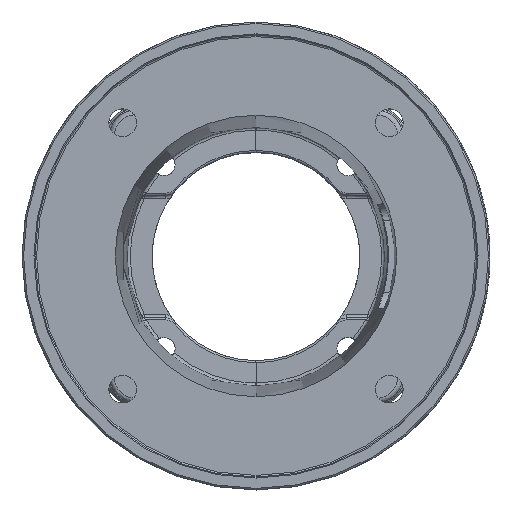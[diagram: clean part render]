
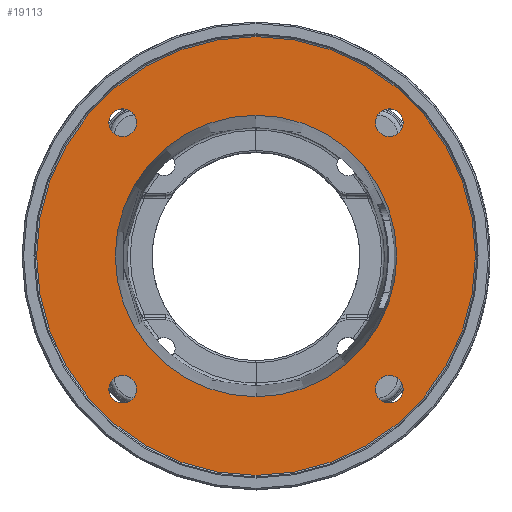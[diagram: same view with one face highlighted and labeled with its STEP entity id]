
A CAD part, top view. The second image highlights one B-rep face of the part: STEP entity #19113.
In plain terms, the highlighted planar face has unit normal (0, 0, 1).
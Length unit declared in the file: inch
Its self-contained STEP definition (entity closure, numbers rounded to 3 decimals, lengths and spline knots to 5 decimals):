
#622=CARTESIAN_POINT('',(0.,0.,-0.2075));
#623=DIRECTION('',(0.,0.,1.));
#624=DIRECTION('',(0.,1.,0.));
#625=AXIS2_PLACEMENT_3D('',#622,#623,#624);
#2277=CARTESIAN_POINT('',(0.,0.,-0.2075));
#2278=DIRECTION('',(0.,0.,1.));
#2279=DIRECTION('',(0.,-1.,0.));
#2280=AXIS2_PLACEMENT_3D('',#2277,#2278,#2279);
#3754=CARTESIAN_POINT('',(0.,0.,-0.2075));
#3755=DIRECTION('',(0.,0.,-1.));
#3756=DIRECTION('',(0.,1.,0.));
#3757=AXIS2_PLACEMENT_3D('',#3754,#3755,#3756);
#3759=CARTESIAN_POINT('',(0.,0.,-0.2075));
#3760=DIRECTION('',(0.,0.,1.));
#3761=DIRECTION('',(0.,1.,0.));
#3762=AXIS2_PLACEMENT_3D('',#3759,#3760,#3761);
#3810=CARTESIAN_POINT('',(-2.56326,2.56326,-0.2075));
#3811=DIRECTION('',(0.,0.,-1.));
#3812=DIRECTION('',(-0.707,0.707,0.));
#3813=AXIS2_PLACEMENT_3D('',#3810,#3811,#3812);
#3820=CARTESIAN_POINT('',(-2.56326,2.56326,-0.2075));
#3821=DIRECTION('',(0.,0.,-1.));
#3822=DIRECTION('',(0.707,-0.707,0.));
#3823=AXIS2_PLACEMENT_3D('',#3820,#3821,#3822);
#3846=CARTESIAN_POINT('',(-2.56326,-2.56326,-0.2075));
#3847=DIRECTION('',(0.,0.,-1.));
#3848=DIRECTION('',(-0.707,-0.707,0.));
#3849=AXIS2_PLACEMENT_3D('',#3846,#3847,#3848);
#3856=CARTESIAN_POINT('',(-2.56326,-2.56326,-0.2075));
#3857=DIRECTION('',(0.,0.,-1.));
#3858=DIRECTION('',(0.707,0.707,0.));
#3859=AXIS2_PLACEMENT_3D('',#3856,#3857,#3858);
#3882=CARTESIAN_POINT('',(2.56326,-2.56326,-0.2075));
#3883=DIRECTION('',(0.,0.,-1.));
#3884=DIRECTION('',(0.707,-0.707,0.));
#3885=AXIS2_PLACEMENT_3D('',#3882,#3883,#3884);
#3892=CARTESIAN_POINT('',(2.56326,-2.56326,-0.2075));
#3893=DIRECTION('',(0.,0.,-1.));
#3894=DIRECTION('',(-0.707,0.707,0.));
#3895=AXIS2_PLACEMENT_3D('',#3892,#3893,#3894);
#3918=CARTESIAN_POINT('',(2.56326,2.56326,-0.2075));
#3919=DIRECTION('',(0.,0.,-1.));
#3920=DIRECTION('',(0.707,0.707,0.));
#3921=AXIS2_PLACEMENT_3D('',#3918,#3919,#3920);
#3928=CARTESIAN_POINT('',(2.56326,2.56326,-0.2075));
#3929=DIRECTION('',(0.,0.,-1.));
#3930=DIRECTION('',(-0.707,-0.707,0.));
#3931=AXIS2_PLACEMENT_3D('',#3928,#3929,#3930);
#12133=CARTESIAN_POINT('',(0.,4.22,-0.2075));
#12135=VERTEX_POINT('',#12133);
#12139=CARTESIAN_POINT('',(0.,-4.22,-0.2075));
#12141=VERTEX_POINT('',#12139);
#12145=CARTESIAN_POINT('',(0.,2.70736,-0.2075));
#12146=CARTESIAN_POINT('',(0.,-2.70736,-0.2075));
#12147=VERTEX_POINT('',#12145);
#12148=VERTEX_POINT('',#12146);
#12153=CARTESIAN_POINT('',(-2.75065,2.75065,-0.2075));
#12154=CARTESIAN_POINT('',(-2.37588,2.37588,-0.2075));
#12155=VERTEX_POINT('',#12153);
#12156=VERTEX_POINT('',#12154);
#12157=CARTESIAN_POINT('',(-2.75065,-2.75065,-0.2075));
#12158=CARTESIAN_POINT('',(-2.37588,-2.37588,-0.2075));
#12159=VERTEX_POINT('',#12157);
#12160=VERTEX_POINT('',#12158);
#12161=CARTESIAN_POINT('',(2.75065,-2.75065,-0.2075));
#12162=CARTESIAN_POINT('',(2.37588,-2.37588,-0.2075));
#12163=VERTEX_POINT('',#12161);
#12164=VERTEX_POINT('',#12162);
#12165=CARTESIAN_POINT('',(2.75065,2.75065,-0.2075));
#12166=CARTESIAN_POINT('',(2.37588,2.37588,-0.2075));
#12167=VERTEX_POINT('',#12165);
#12168=VERTEX_POINT('',#12166);
#19074=CARTESIAN_POINT('',(0.,0.,-0.2075));
#19075=DIRECTION('',(0.,0.,1.));
#19076=DIRECTION('',(0.,1.,0.));
#19077=AXIS2_PLACEMENT_3D('',#19074,#19075,#19076);
#19078=PLANE('',#19077);
#19080=ORIENTED_EDGE('',*,*,#19079,.T.);
#19082=ORIENTED_EDGE('',*,*,#19081,.F.);
#19083=EDGE_LOOP('',(#19080,#19082));
#19084=FACE_OUTER_BOUND('',#19083,.F.);
#19085=ORIENTED_EDGE('',*,*,#13119,.T.);
#19086=ORIENTED_EDGE('',*,*,#16060,.T.);
#19087=EDGE_LOOP('',(#19085,#19086));
#19088=FACE_BOUND('',#19087,.F.);
#19090=ORIENTED_EDGE('',*,*,#19089,.F.);
#19092=ORIENTED_EDGE('',*,*,#19091,.F.);
#19093=EDGE_LOOP('',(#19090,#19092));
#19094=FACE_BOUND('',#19093,.F.);
#19096=ORIENTED_EDGE('',*,*,#19095,.F.);
#19098=ORIENTED_EDGE('',*,*,#19097,.F.);
#19099=EDGE_LOOP('',(#19096,#19098));
#19100=FACE_BOUND('',#19099,.F.);
#19102=ORIENTED_EDGE('',*,*,#19101,.F.);
#19104=ORIENTED_EDGE('',*,*,#19103,.F.);
#19105=EDGE_LOOP('',(#19102,#19104));
#19106=FACE_BOUND('',#19105,.F.);
#19108=ORIENTED_EDGE('',*,*,#19107,.F.);
#19110=ORIENTED_EDGE('',*,*,#19109,.F.);
#19111=EDGE_LOOP('',(#19108,#19110));
#19112=FACE_BOUND('',#19111,.F.);
#19113=ADVANCED_FACE('',(#19084,#19088,#19094,#19100,#19106,#19112),#19078,.T.);
#626=CIRCLE('',#625,2.70736);
#2281=CIRCLE('',#2280,2.70736);
#3758=CIRCLE('',#3757,4.22);
#3763=CIRCLE('',#3762,4.22);
#3814=CIRCLE('',#3813,0.265);
#3824=CIRCLE('',#3823,0.265);
#3850=CIRCLE('',#3849,0.265);
#3860=CIRCLE('',#3859,0.265);
#3886=CIRCLE('',#3885,0.265);
#3896=CIRCLE('',#3895,0.265);
#3922=CIRCLE('',#3921,0.265);
#3932=CIRCLE('',#3931,0.265);
#13119=EDGE_CURVE('',#12147,#12148,#626,.T.);
#16060=EDGE_CURVE('',#12148,#12147,#2281,.T.);
#19079=EDGE_CURVE('',#12135,#12141,#3758,.T.);
#19081=EDGE_CURVE('',#12135,#12141,#3763,.T.);
#19089=EDGE_CURVE('',#12155,#12156,#3814,.T.);
#19091=EDGE_CURVE('',#12156,#12155,#3824,.T.);
#19095=EDGE_CURVE('',#12159,#12160,#3850,.T.);
#19097=EDGE_CURVE('',#12160,#12159,#3860,.T.);
#19101=EDGE_CURVE('',#12163,#12164,#3886,.T.);
#19103=EDGE_CURVE('',#12164,#12163,#3896,.T.);
#19107=EDGE_CURVE('',#12167,#12168,#3922,.T.);
#19109=EDGE_CURVE('',#12168,#12167,#3932,.T.);
